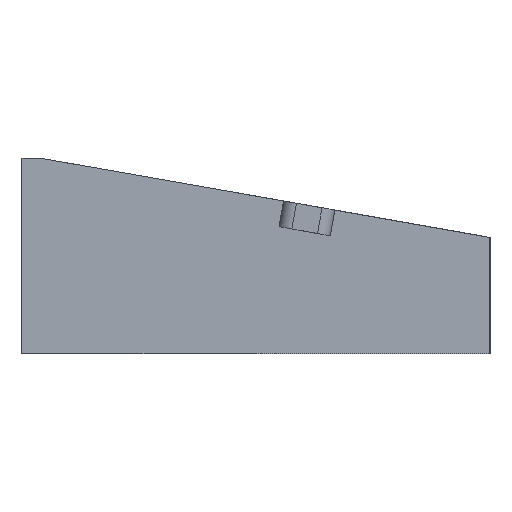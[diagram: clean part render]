
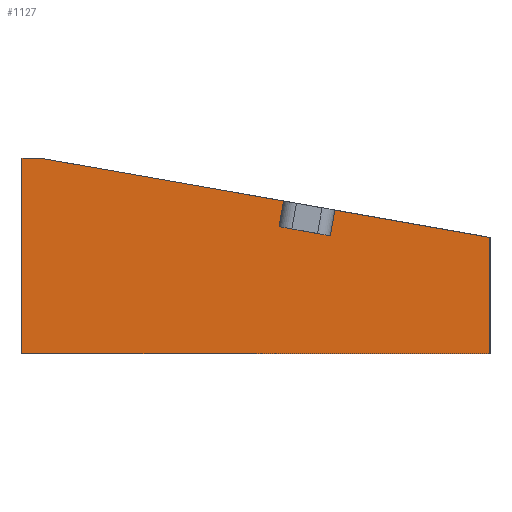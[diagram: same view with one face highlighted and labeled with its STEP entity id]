
A CAD part, left-side view. The second image highlights one B-rep face of the part: STEP entity #1127.
In plain terms, the highlighted planar face has unit normal (-1, 0, 0).
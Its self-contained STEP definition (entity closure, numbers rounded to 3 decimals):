
#77=PLANE('',#1228);
#135=FACE_OUTER_BOUND('',#206,.T.);
#206=EDGE_LOOP('',(#1018,#1019,#1020,#1021,#1022,#1023,#1024,#1025,#1026));
#218=LINE('',#1552,#344);
#222=LINE('',#1561,#348);
#226=LINE('',#1573,#352);
#261=LINE('',#1658,#387);
#267=LINE('',#1671,#393);
#273=LINE('',#1680,#399);
#300=LINE('',#1758,#426);
#337=LINE('',#1844,#463);
#338=LINE('',#1846,#464);
#344=VECTOR('',#1248,10.);
#348=VECTOR('',#1256,10.);
#352=VECTOR('',#1268,10.);
#387=VECTOR('',#1345,10.);
#393=VECTOR('',#1355,10.);
#399=VECTOR('',#1361,10.);
#426=VECTOR('',#1434,10.);
#463=VECTOR('',#1521,10.);
#464=VECTOR('',#1524,10.);
#499=VERTEX_POINT('',#1549);
#500=VERTEX_POINT('',#1551);
#503=VERTEX_POINT('',#1559);
#507=VERTEX_POINT('',#1571);
#535=VERTEX_POINT('',#1655);
#536=VERTEX_POINT('',#1657);
#541=VERTEX_POINT('',#1670);
#544=VERTEX_POINT('',#1678);
#572=VERTEX_POINT('',#1756);
#602=EDGE_CURVE('',#500,#499,#218,.T.);
#607=EDGE_CURVE('',#499,#503,#222,.T.);
#613=EDGE_CURVE('',#503,#507,#226,.T.);
#654=EDGE_CURVE('',#535,#536,#261,.T.);
#660=EDGE_CURVE('',#500,#541,#267,.T.);
#666=EDGE_CURVE('',#544,#507,#273,.T.);
#704=EDGE_CURVE('',#572,#535,#300,.T.);
#747=EDGE_CURVE('',#544,#536,#337,.T.);
#748=EDGE_CURVE('',#572,#541,#338,.T.);
#1018=ORIENTED_EDGE('',*,*,#613,.T.);
#1019=ORIENTED_EDGE('',*,*,#666,.F.);
#1020=ORIENTED_EDGE('',*,*,#747,.T.);
#1021=ORIENTED_EDGE('',*,*,#654,.F.);
#1022=ORIENTED_EDGE('',*,*,#704,.F.);
#1023=ORIENTED_EDGE('',*,*,#748,.T.);
#1024=ORIENTED_EDGE('',*,*,#660,.F.);
#1025=ORIENTED_EDGE('',*,*,#602,.T.);
#1026=ORIENTED_EDGE('',*,*,#607,.T.);
#1127=ADVANCED_FACE('',(#135),#77,.T.);
#1228=AXIS2_PLACEMENT_3D('',#1847,#1525,#1526);
#1248=DIRECTION('',(0.,0.174,-0.985));
#1256=DIRECTION('',(0.,0.985,0.174));
#1268=DIRECTION('',(0.,-0.174,0.985));
#1345=DIRECTION('',(0.,0.,1.));
#1355=DIRECTION('',(0.,-0.985,-0.174));
#1361=DIRECTION('',(0.,-0.985,-0.174));
#1434=DIRECTION('',(0.,1.,0.));
#1521=DIRECTION('',(0.,1.,0.));
#1524=DIRECTION('',(0.,0.,1.));
#1525=DIRECTION('center_axis',(-1.,0.,0.));
#1526=DIRECTION('ref_axis',(0.,-1.,0.));
#1549=CARTESIAN_POINT('',(-104.,-10.408,15.633));
#1551=CARTESIAN_POINT('',(-104.,-11.103,19.572));
#1552=CARTESIAN_POINT('',(-104.,-8.524,4.948));
#1559=CARTESIAN_POINT('',(-104.,-2.53,17.022));
#1561=CARTESIAN_POINT('',(-104.,11.984,19.581));
#1571=CARTESIAN_POINT('',(-104.,-3.224,20.962));
#1573=CARTESIAN_POINT('',(-104.,-0.646,6.337));
#1655=CARTESIAN_POINT('',(-104.,36.9,-2.475));
#1657=CARTESIAN_POINT('',(-104.,36.9,27.525));
#1658=CARTESIAN_POINT('',(-104.,36.9,-2.475));
#1670=CARTESIAN_POINT('',(-104.,-34.9,15.376));
#1671=CARTESIAN_POINT('',(-104.,14.101,24.017));
#1678=CARTESIAN_POINT('',(-104.,34.,27.525));
#1680=CARTESIAN_POINT('',(-104.,14.101,24.017));
#1756=CARTESIAN_POINT('',(-104.,-34.9,-2.475));
#1758=CARTESIAN_POINT('',(-104.,34.9,-2.475));
#1844=CARTESIAN_POINT('',(-104.,34.9,27.525));
#1846=CARTESIAN_POINT('',(-104.,-34.9,-2.475));
#1847=CARTESIAN_POINT('Origin',(-104.,34.9,-2.475));
